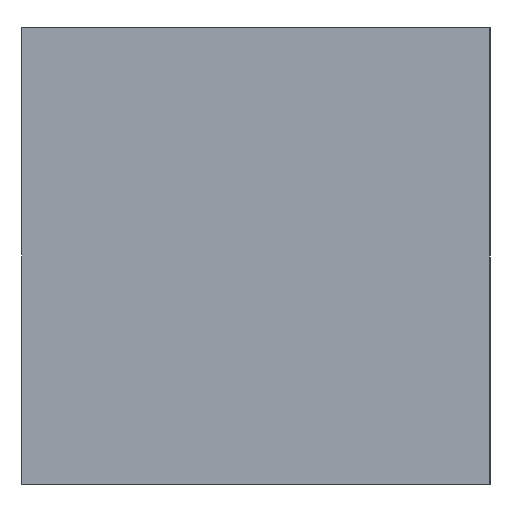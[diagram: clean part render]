
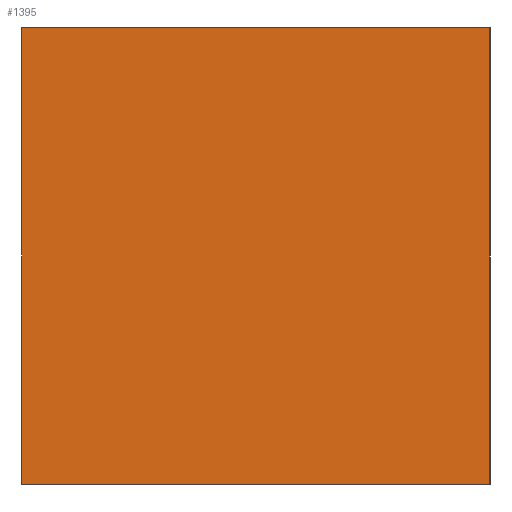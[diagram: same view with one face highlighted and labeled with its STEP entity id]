
A CAD part, left-side view. The second image highlights one B-rep face of the part: STEP entity #1395.
In plain terms, the highlighted planar face has unit normal (-1, 0, 0).
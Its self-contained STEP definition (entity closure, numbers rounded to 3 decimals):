
#62=ORIENTED_EDGE('',*,*,#447,.F.);
#63=ORIENTED_EDGE('',*,*,#448,.T.);
#64=ORIENTED_EDGE('',*,*,#449,.F.);
#65=ORIENTED_EDGE('',*,*,#423,.F.);
#423=EDGE_CURVE('',#615,#617,#749,.T.);
#447=EDGE_CURVE('',#639,#615,#771,.T.);
#448=EDGE_CURVE('',#639,#640,#772,.T.);
#449=EDGE_CURVE('',#617,#640,#773,.T.);
#615=VERTEX_POINT('',#1958);
#617=VERTEX_POINT('',#1961);
#639=VERTEX_POINT('',#2011);
#640=VERTEX_POINT('',#2013);
#749=LINE('',#1960,#926);
#771=LINE('',#2010,#948);
#772=LINE('',#2012,#949);
#773=LINE('',#2014,#950);
#926=VECTOR('',#1587,1000.);
#948=VECTOR('',#1621,1000.);
#949=VECTOR('',#1622,1000.);
#950=VECTOR('',#1623,1000.);
#1108=EDGE_LOOP('',(#62,#63,#64,#65));
#1216=FACE_BOUND('',#1108,.T.);
#1322=PLANE('',#1491);
#1395=ADVANCED_FACE('',(#1216),#1322,.F.);
#1491=AXIS2_PLACEMENT_3D('',#2009,#1619,#1620);
#1587=DIRECTION('',(0.,-1.,0.));
#1619=DIRECTION('',(1.,0.,0.));
#1620=DIRECTION('',(0.,-1.,0.));
#1621=DIRECTION('',(0.,0.,1.));
#1622=DIRECTION('',(0.,-1.,0.));
#1623=DIRECTION('',(0.,0.,-1.));
#1958=CARTESIAN_POINT('',(2.145,26.28,12.631));
#1960=CARTESIAN_POINT('',(2.145,10.382,12.631));
#1961=CARTESIAN_POINT('',(2.145,10.28,12.631));
#2009=CARTESIAN_POINT('',(2.145,28.282,-10.769));
#2010=CARTESIAN_POINT('',(2.145,26.28,-10.769));
#2011=CARTESIAN_POINT('',(2.145,26.28,-2.969));
#2012=CARTESIAN_POINT('',(2.145,28.282,-2.969));
#2013=CARTESIAN_POINT('',(2.145,10.28,-2.969));
#2014=CARTESIAN_POINT('',(2.145,10.28,-10.769));
